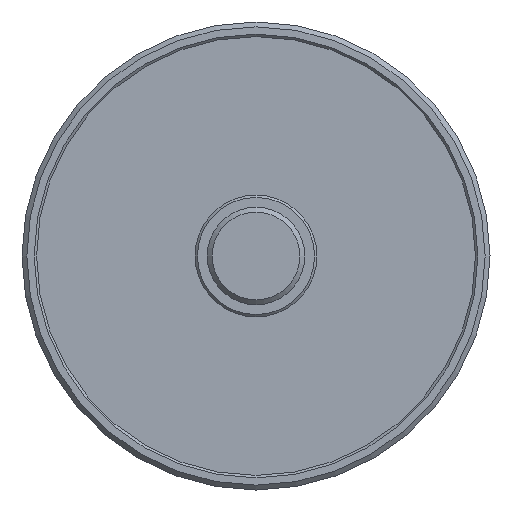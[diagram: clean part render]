
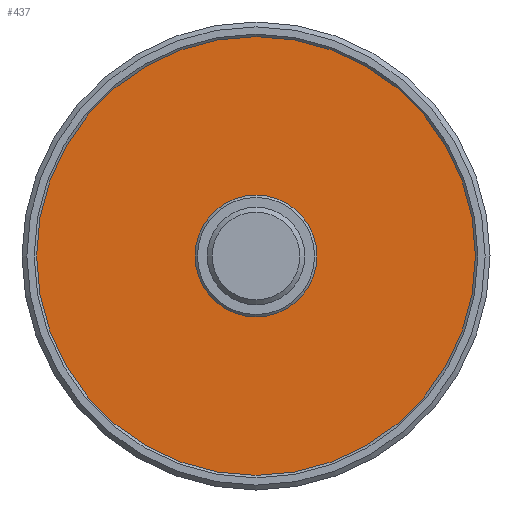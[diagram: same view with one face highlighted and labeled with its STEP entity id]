
A CAD part, left-side view. The second image highlights one B-rep face of the part: STEP entity #437.
In plain terms, the highlighted planar face has unit normal (-1, 0, 0).
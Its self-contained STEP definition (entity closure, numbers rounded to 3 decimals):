
#73=PLANE($,#507);
#104=FACE_BOUND($,#191,.T.);
#132=FACE_OUTER_BOUND($,#190,.T.);
#190=EDGE_LOOP($,(#379));
#191=EDGE_LOOP($,(#380));
#219=CIRCLE($,#501,12.5);
#222=CIRCLE($,#508,45.);
#256=VERTEX_POINT($,#799);
#259=VERTEX_POINT($,#809);
#297=EDGE_CURVE($,#256,#256,#219,.T.);
#300=EDGE_CURVE($,#259,#259,#222,.T.);
#379=ORIENTED_EDGE($,*,*,#300,.F.);
#380=ORIENTED_EDGE($,*,*,#297,.T.);
#437=ADVANCED_FACE($,(#132,#104),#73,.T.);
#501=AXIS2_PLACEMENT_3D($,#800,#634,#635);
#507=AXIS2_PLACEMENT_3D($,#808,#646,#647);
#508=AXIS2_PLACEMENT_3D($,#810,#648,#649);
#634=DIRECTION('center_axis',(1.,0.,0.));
#635=DIRECTION('ref_axis',(0.,1.,0.));
#646=DIRECTION('center_axis',(-1.,0.,0.));
#647=DIRECTION('ref_axis',(0.,0.,1.));
#648=DIRECTION('center_axis',(1.,0.,0.));
#649=DIRECTION('ref_axis',(0.,1.,0.));
#799=CARTESIAN_POINT('',(10.,12.5,0.));
#800=CARTESIAN_POINT('Origin',(10.,0.,0.));
#808=CARTESIAN_POINT('Origin',(10.,28.75,0.));
#809=CARTESIAN_POINT('',(10.,45.,0.));
#810=CARTESIAN_POINT('Origin',(10.,0.,0.));
